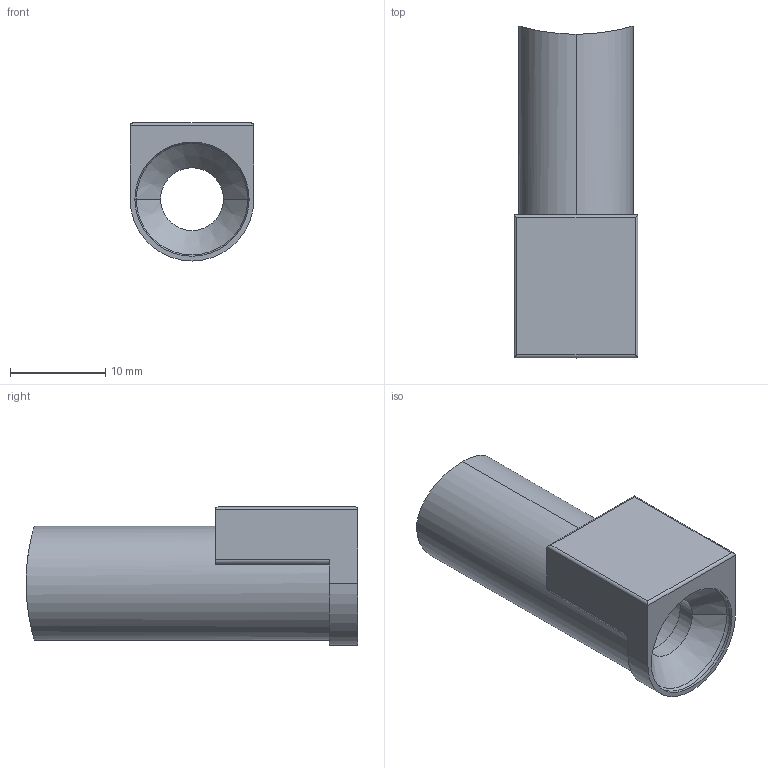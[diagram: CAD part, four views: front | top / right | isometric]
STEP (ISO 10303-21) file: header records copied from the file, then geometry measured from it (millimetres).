
FILE_DESCRIPTION (( 'STEP AP214' ), '1' );
FILE_NAME ('A_1001-042.STEP', '2022-04-19T11:45:30', ( '' ), ( '' ), 'SwSTEP 2.0', 'SolidWorks 2019', '' );
FILE_SCHEMA (( 'AUTOMOTIVE_DESIGN' ));
Length unit declared in the file: millimetre
Products named in the file (3): A_1001-042.P2; A_1001-042.P1; A_1001-042
Assembly tree (2 placements, depth 2):
  A_1001-042
    A_1001-042.P1
    A_1001-042.P2
Bounding box: 13 x 34.87 x 14.5 mm (x, y, z)
Volume: 1930.4 mm3; surface area: 3279.9 mm2
Topology: 2 solids, 2 shells, 33 faces, 72 edges, 44 vertices
Faces by surface type: cylinder 17, plane 8, cone 4, torus 2, bspline 2
Entity records: 1273 total; most frequent: CARTESIAN_POINT 457, DIRECTION 154, ORIENTED_EDGE 144, EDGE_CURVE 72, AXIS2_PLACEMENT_3D 62, VERTEX_POINT 44, EDGE_LOOP 38, ADVANCED_FACE 33
